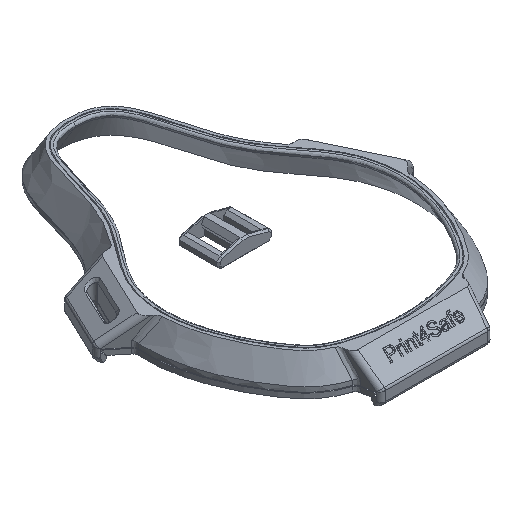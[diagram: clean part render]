
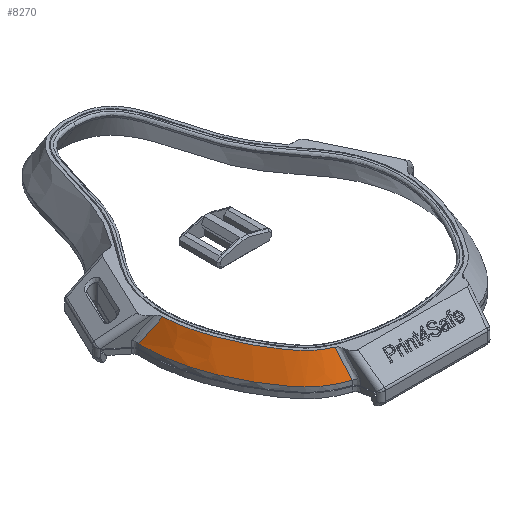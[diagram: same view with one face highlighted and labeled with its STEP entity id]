
A CAD part, isometric view. The second image highlights one B-rep face of the part: STEP entity #8270.
In plain terms, the highlighted free-form (B-spline) face has degree [3, 3] with [4, 10] control points.
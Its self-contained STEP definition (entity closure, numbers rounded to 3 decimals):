
#2059=FACE_OUTER_BOUND('',#2552,.T.);
#2552=EDGE_LOOP('',(#6932,#6933,#6934,#6935));
#3107=B_SPLINE_CURVE_WITH_KNOTS('',3,(#19558,#19559,#19560,#19561),
 .UNSPECIFIED.,.F.,.F.,(4,4),(-0.988,0.),
 .UNSPECIFIED.);
#3109=B_SPLINE_CURVE_WITH_KNOTS('',3,(#19617,#19618,#19619,#19620,#19621,
#19622,#19623,#19624,#19625,#19626),.UNSPECIFIED.,.F.,.F.,(4,1,1,1,1,1,
1,4),(0.53,0.578,0.673,0.72,
0.744,0.768,0.815,0.863),
 .UNSPECIFIED.);
#3113=B_SPLINE_CURVE_WITH_KNOTS('',3,(#19691,#19692,#19693,#19694,#19695,
#19696,#19697,#19698,#19699,#19700),.UNSPECIFIED.,.F.,.F.,(4,1,1,1,1,1,
1,4),(-0.843,-0.815,-0.768,-0.744,
-0.72,-0.673,-0.578,-0.548),
 .UNSPECIFIED.);
#3114=B_SPLINE_CURVE_WITH_KNOTS('',3,(#19701,#19702,#19703,#19704),
 .UNSPECIFIED.,.F.,.F.,(4,4),(-1.023,0.),
 .UNSPECIFIED.);
#3787=VERTEX_POINT('',#19548);
#3788=VERTEX_POINT('',#19557);
#3789=VERTEX_POINT('',#19616);
#3792=VERTEX_POINT('',#19690);
#4870=EDGE_CURVE('',#3787,#3788,#3107,.T.);
#4872=EDGE_CURVE('',#3789,#3788,#3109,.T.);
#4876=EDGE_CURVE('',#3787,#3792,#3113,.T.);
#4877=EDGE_CURVE('',#3789,#3792,#3114,.T.);
#6932=ORIENTED_EDGE('',*,*,#4870,.F.);
#6933=ORIENTED_EDGE('',*,*,#4876,.T.);
#6934=ORIENTED_EDGE('',*,*,#4877,.F.);
#6935=ORIENTED_EDGE('',*,*,#4872,.T.);
#7925=B_SPLINE_SURFACE_WITH_KNOTS('',3,3,((#19650,#19651,#19652,#19653,
#19654,#19655,#19656,#19657,#19658,#19659),(#19660,#19661,#19662,#19663,
#19664,#19665,#19666,#19667,#19668,#19669),(#19670,#19671,#19672,#19673,
#19674,#19675,#19676,#19677,#19678,#19679),(#19680,#19681,#19682,#19683,
#19684,#19685,#19686,#19687,#19688,#19689)),.UNSPECIFIED.,.F.,.F.,.F.,(4,
4),(4,1,1,1,1,1,1,4),(0.,1.),(0.53,0.578,0.673,
0.72,0.744,0.768,0.815,
0.863),.UNSPECIFIED.);
#8270=ADVANCED_FACE('',(#2059),#7925,.T.);
#19548=CARTESIAN_POINT('',(-24.072,-62.106,11.8));
#19557=CARTESIAN_POINT('',(-23.323,-67.786,3.798));
#19558=CARTESIAN_POINT('Ctrl Pts',(-24.072,-62.106,
11.8));
#19559=CARTESIAN_POINT('Ctrl Pts',(-23.829,-64.024,
9.156));
#19560=CARTESIAN_POINT('Ctrl Pts',(-23.577,-65.913,
6.483));
#19561=CARTESIAN_POINT('Ctrl Pts',(-23.323,-67.786,3.798));
#19616=CARTESIAN_POINT('',(-50.925,-17.066,3.798));
#19617=CARTESIAN_POINT('Ctrl Pts',(-50.925,-17.066,3.798));
#19618=CARTESIAN_POINT('Ctrl Pts',(-51.103,-20.612,3.798));
#19619=CARTESIAN_POINT('Ctrl Pts',(-50.371,-31.565,3.798));
#19620=CARTESIAN_POINT('Ctrl Pts',(-45.077,-45.113,
3.798));
#19621=CARTESIAN_POINT('Ctrl Pts',(-39.895,-53.876,
3.798));
#19622=CARTESIAN_POINT('Ctrl Pts',(-36.986,-57.981,
3.798));
#19623=CARTESIAN_POINT('Ctrl Pts',(-34.074,-61.492,
3.798));
#19624=CARTESIAN_POINT('Ctrl Pts',(-30.057,-64.912,
3.798));
#19625=CARTESIAN_POINT('Ctrl Pts',(-25.725,-66.925,
3.798));
#19626=CARTESIAN_POINT('Ctrl Pts',(-23.323,-67.786,
3.798));
#19650=CARTESIAN_POINT('Ctrl Pts',(-45.931,-17.318,
11.8));
#19651=CARTESIAN_POINT('Ctrl Pts',(-46.09,-20.477,
11.8));
#19652=CARTESIAN_POINT('Ctrl Pts',(-45.457,-30.29,
11.8));
#19653=CARTESIAN_POINT('Ctrl Pts',(-40.547,-42.959,
11.8));
#19654=CARTESIAN_POINT('Ctrl Pts',(-35.656,-51.201,
11.8));
#19655=CARTESIAN_POINT('Ctrl Pts',(-32.997,-54.957,
11.8));
#19656=CARTESIAN_POINT('Ctrl Pts',(-30.453,-57.992,
11.8));
#19657=CARTESIAN_POINT('Ctrl Pts',(-27.417,-60.583,11.8));
#19658=CARTESIAN_POINT('Ctrl Pts',(-23.773,-62.313,
11.8));
#19659=CARTESIAN_POINT('Ctrl Pts',(-21.636,-63.08,
11.8));
#19660=CARTESIAN_POINT('Ctrl Pts',(-47.596,-17.234,9.133));
#19661=CARTESIAN_POINT('Ctrl Pts',(-47.761,-20.522,
9.133));
#19662=CARTESIAN_POINT('Ctrl Pts',(-47.095,-30.715,
9.133));
#19663=CARTESIAN_POINT('Ctrl Pts',(-42.057,-43.677,
9.133));
#19664=CARTESIAN_POINT('Ctrl Pts',(-37.069,-52.093,
9.133));
#19665=CARTESIAN_POINT('Ctrl Pts',(-34.327,-55.965,
9.133));
#19666=CARTESIAN_POINT('Ctrl Pts',(-31.66,-59.159,9.133));
#19667=CARTESIAN_POINT('Ctrl Pts',(-28.297,-62.026,
9.133));
#19668=CARTESIAN_POINT('Ctrl Pts',(-24.424,-63.851,
9.133));
#19669=CARTESIAN_POINT('Ctrl Pts',(-22.198,-64.649,
9.133));
#19670=CARTESIAN_POINT('Ctrl Pts',(-49.26,-17.15,
6.466));
#19671=CARTESIAN_POINT('Ctrl Pts',(-49.432,-20.567,
6.466));
#19672=CARTESIAN_POINT('Ctrl Pts',(-48.733,-31.14,
6.466));
#19673=CARTESIAN_POINT('Ctrl Pts',(-43.567,-44.395,
6.466));
#19674=CARTESIAN_POINT('Ctrl Pts',(-38.482,-52.984,
6.466));
#19675=CARTESIAN_POINT('Ctrl Pts',(-35.657,-56.973,
6.466));
#19676=CARTESIAN_POINT('Ctrl Pts',(-32.867,-60.325,
6.466));
#19677=CARTESIAN_POINT('Ctrl Pts',(-29.177,-63.469,
6.466));
#19678=CARTESIAN_POINT('Ctrl Pts',(-25.075,-65.388,
6.466));
#19679=CARTESIAN_POINT('Ctrl Pts',(-22.761,-66.217,6.466));
#19680=CARTESIAN_POINT('Ctrl Pts',(-50.925,-17.066,3.798));
#19681=CARTESIAN_POINT('Ctrl Pts',(-51.103,-20.612,3.798));
#19682=CARTESIAN_POINT('Ctrl Pts',(-50.371,-31.565,3.798));
#19683=CARTESIAN_POINT('Ctrl Pts',(-45.077,-45.113,
3.798));
#19684=CARTESIAN_POINT('Ctrl Pts',(-39.895,-53.876,
3.798));
#19685=CARTESIAN_POINT('Ctrl Pts',(-36.986,-57.981,
3.798));
#19686=CARTESIAN_POINT('Ctrl Pts',(-34.074,-61.492,
3.798));
#19687=CARTESIAN_POINT('Ctrl Pts',(-30.057,-64.912,
3.798));
#19688=CARTESIAN_POINT('Ctrl Pts',(-25.725,-66.925,
3.798));
#19689=CARTESIAN_POINT('Ctrl Pts',(-23.323,-67.786,
3.798));
#19690=CARTESIAN_POINT('',(-45.956,-20.922,11.8));
#19691=CARTESIAN_POINT('Ctrl Pts',(-24.071,-62.104,
11.8));
#19692=CARTESIAN_POINT('Ctrl Pts',(-25.195,-61.601,11.8));
#19693=CARTESIAN_POINT('Ctrl Pts',(-27.907,-60.165,11.8));
#19694=CARTESIAN_POINT('Ctrl Pts',(-30.453,-57.992,
11.8));
#19695=CARTESIAN_POINT('Ctrl Pts',(-32.997,-54.957,
11.8));
#19696=CARTESIAN_POINT('Ctrl Pts',(-35.656,-51.201,
11.8));
#19697=CARTESIAN_POINT('Ctrl Pts',(-40.547,-42.959,
11.8));
#19698=CARTESIAN_POINT('Ctrl Pts',(-44.995,-31.481,
11.8));
#19699=CARTESIAN_POINT('Ctrl Pts',(-45.883,-22.933,
11.8));
#19700=CARTESIAN_POINT('Ctrl Pts',(-45.955,-20.922,
11.8));
#19701=CARTESIAN_POINT('Ctrl Pts',(-50.925,-17.066,
3.798));
#19702=CARTESIAN_POINT('Ctrl Pts',(-49.299,-18.33,
6.498));
#19703=CARTESIAN_POINT('Ctrl Pts',(-47.647,-19.612,
9.171));
#19704=CARTESIAN_POINT('Ctrl Pts',(-45.956,-20.922,
11.8));
